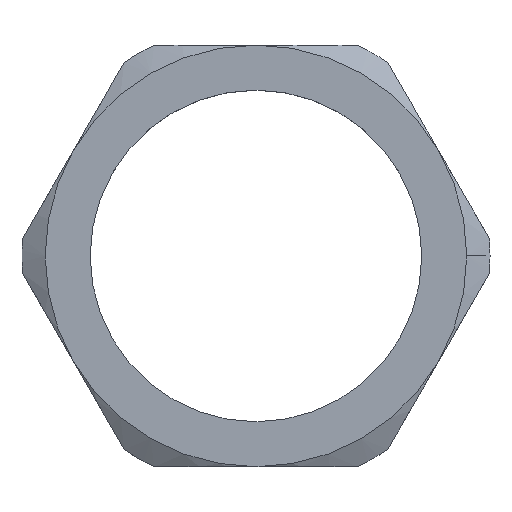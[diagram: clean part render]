
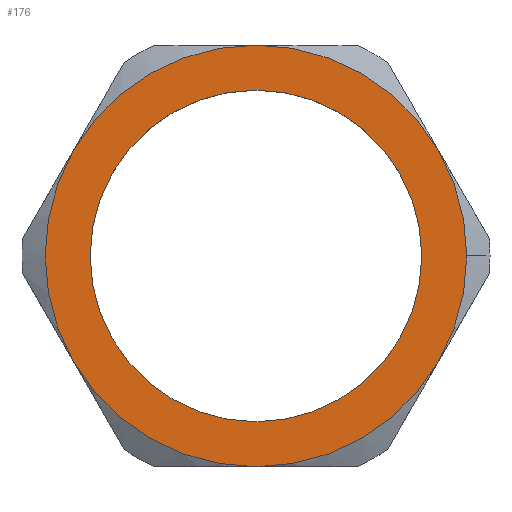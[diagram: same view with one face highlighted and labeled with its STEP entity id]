
A CAD part, top view. The second image highlights one B-rep face of the part: STEP entity #176.
In plain terms, the highlighted planar face has unit normal (0, 0, 1).
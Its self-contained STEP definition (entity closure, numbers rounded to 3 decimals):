
#3 = AXIS2_PLACEMENT_3D ( 'NONE', #643, #642, #641 ) ;
#8 = AXIS2_PLACEMENT_3D ( 'NONE', #590, #589, #588 ) ;
#13 = AXIS2_PLACEMENT_3D ( 'NONE', #593, #592, #591 ) ;
#25 = FACE_BOUND ( 'NONE', #749, .T. ) ;
#27 = FACE_OUTER_BOUND ( 'NONE', #740, .T. ) ;
#29 = AXIS2_PLACEMENT_3D ( 'NONE', #482, #481, #480 ) ;
#46 = AXIS2_PLACEMENT_3D ( 'NONE', #596, #595, #594 ) ;
#47 = AXIS2_PLACEMENT_3D ( 'NONE', #599, #598, #597 ) ;
#48 = AXIS2_PLACEMENT_3D ( 'NONE', #556, #555, #554 ) ;
#51 = AXIS2_PLACEMENT_3D ( 'NONE', #607, #601, #600 ) ;
#63 = AXIS2_PLACEMENT_3D ( 'NONE', #562, #558, #557 ) ;
#65 = AXIS2_PLACEMENT_3D ( 'NONE', #622, #621, #620 ) ;
#135 = EDGE_CURVE ( 'NONE', #795, #806, #240, .T. ) ;
#141 = EDGE_CURVE ( 'NONE', #801, #823, #236, .T. ) ;
#147 = EDGE_CURVE ( 'NONE', #823, #801, #232, .T. ) ;
#148 = EDGE_CURVE ( 'NONE', #822, #795, #231, .T. ) ;
#149 = EDGE_CURVE ( 'NONE', #806, #809, #230, .T. ) ;
#150 = EDGE_CURVE ( 'NONE', #809, #812, #229, .T. ) ;
#151 = EDGE_CURVE ( 'NONE', #817, #822, #228, .T. ) ;
#158 = EDGE_CURVE ( 'NONE', #815, #817, #227, .T. ) ;
#159 = EDGE_CURVE ( 'NONE', #812, #815, #226, .T. ) ;
#176 = ADVANCED_FACE ( 'NONE', ( #25, #27 ), #483, .T. ) ;
#226 = CIRCLE ( 'NONE', #48, 22.5 ) ;
#227 = CIRCLE ( 'NONE', #63, 22.5 ) ;
#228 = CIRCLE ( 'NONE', #8, 22.5 ) ;
#229 = CIRCLE ( 'NONE', #13, 22.5 ) ;
#230 = CIRCLE ( 'NONE', #46, 22.5 ) ;
#231 = CIRCLE ( 'NONE', #47, 22.5 ) ;
#232 = CIRCLE ( 'NONE', #51, 17.7 ) ;
#236 = CIRCLE ( 'NONE', #65, 17.7 ) ;
#240 = CIRCLE ( 'NONE', #3, 22.5 ) ;
#268 = CARTESIAN_POINT ( 'NONE',  ( 19.486, -11.25, 7. ) ) ;
#269 = CARTESIAN_POINT ( 'NONE',  ( 17.7, 0., 7. ) ) ;
#313 = CARTESIAN_POINT ( 'NONE',  ( -19.486, -11.25, 7. ) ) ;
#316 = CARTESIAN_POINT ( 'NONE',  ( -19.486, 11.25, 7. ) ) ;
#319 = CARTESIAN_POINT ( 'NONE',  ( 0., 22.5, 7. ) ) ;
#322 = CARTESIAN_POINT ( 'NONE',  ( 19.486, 11.25, 7. ) ) ;
#327 = CARTESIAN_POINT ( 'NONE',  ( -17.7, 0., 7. ) ) ;
#333 = CARTESIAN_POINT ( 'NONE',  ( 22.5, 0., 7. ) ) ;
#480 = DIRECTION ( 'NONE',  ( 1., 0., 0. ) ) ;
#481 = DIRECTION ( 'NONE',  ( 0., 0., 1. ) ) ;
#482 = CARTESIAN_POINT ( 'NONE',  ( 0., 0., 7. ) ) ;
#483 = PLANE ( 'NONE',  #29 ) ;
#554 = DIRECTION ( 'NONE',  ( 1., 0., 0. ) ) ;
#555 = DIRECTION ( 'NONE',  ( 0., 0., 1. ) ) ;
#556 = CARTESIAN_POINT ( 'NONE',  ( 0., 0., 7. ) ) ;
#557 = DIRECTION ( 'NONE',  ( 1., 0., 0. ) ) ;
#558 = DIRECTION ( 'NONE',  ( 0., 0., 1. ) ) ;
#562 = CARTESIAN_POINT ( 'NONE',  ( 0., 0., 7. ) ) ;
#588 = DIRECTION ( 'NONE',  ( 1., 0., 0. ) ) ;
#589 = DIRECTION ( 'NONE',  ( 0., 0., 1. ) ) ;
#590 = CARTESIAN_POINT ( 'NONE',  ( 0., 0., 7. ) ) ;
#591 = DIRECTION ( 'NONE',  ( 1., 0., 0. ) ) ;
#592 = DIRECTION ( 'NONE',  ( 0., 0., 1. ) ) ;
#593 = CARTESIAN_POINT ( 'NONE',  ( 0., 0., 7. ) ) ;
#594 = DIRECTION ( 'NONE',  ( 1., 0., 0. ) ) ;
#595 = DIRECTION ( 'NONE',  ( 0., 0., 1. ) ) ;
#596 = CARTESIAN_POINT ( 'NONE',  ( 0., 0., 7. ) ) ;
#597 = DIRECTION ( 'NONE',  ( 1., 0., 0. ) ) ;
#598 = DIRECTION ( 'NONE',  ( 0., 0., 1. ) ) ;
#599 = CARTESIAN_POINT ( 'NONE',  ( 0., 0., 7. ) ) ;
#600 = DIRECTION ( 'NONE',  ( 1., 0., 0. ) ) ;
#601 = DIRECTION ( 'NONE',  ( 0., 0., 1. ) ) ;
#607 = CARTESIAN_POINT ( 'NONE',  ( 0., 0., 7. ) ) ;
#620 = DIRECTION ( 'NONE',  ( 1., 0., 0. ) ) ;
#621 = DIRECTION ( 'NONE',  ( 0., 0., 1. ) ) ;
#622 = CARTESIAN_POINT ( 'NONE',  ( 0., 0., 7. ) ) ;
#641 = DIRECTION ( 'NONE',  ( 1., 0., 0. ) ) ;
#642 = DIRECTION ( 'NONE',  ( 0., 0., 1. ) ) ;
#643 = CARTESIAN_POINT ( 'NONE',  ( 0., 0., 7. ) ) ;
#730 = ORIENTED_EDGE ( 'NONE', *, *, #141, .F. ) ;
#731 = ORIENTED_EDGE ( 'NONE', *, *, #149, .T. ) ;
#732 = ORIENTED_EDGE ( 'NONE', *, *, #147, .F. ) ;
#733 = ORIENTED_EDGE ( 'NONE', *, *, #148, .T. ) ;
#734 = ORIENTED_EDGE ( 'NONE', *, *, #135, .T. ) ;
#735 = ORIENTED_EDGE ( 'NONE', *, *, #159, .T. ) ;
#736 = ORIENTED_EDGE ( 'NONE', *, *, #150, .T. ) ;
#737 = ORIENTED_EDGE ( 'NONE', *, *, #158, .T. ) ;
#740 = EDGE_LOOP ( 'NONE', ( #733, #734, #731, #736, #735, #737, #772 ) ) ;
#749 = EDGE_LOOP ( 'NONE', ( #730, #732 ) ) ;
#772 = ORIENTED_EDGE ( 'NONE', *, *, #151, .T. ) ;
#795 = VERTEX_POINT ( 'NONE', #333 ) ;
#801 = VERTEX_POINT ( 'NONE', #327 ) ;
#806 = VERTEX_POINT ( 'NONE', #322 ) ;
#809 = VERTEX_POINT ( 'NONE', #319 ) ;
#812 = VERTEX_POINT ( 'NONE', #316 ) ;
#815 = VERTEX_POINT ( 'NONE', #313 ) ;
#817 = VERTEX_POINT ( 'NONE', #830 ) ;
#822 = VERTEX_POINT ( 'NONE', #268 ) ;
#823 = VERTEX_POINT ( 'NONE', #269 ) ;
#830 = CARTESIAN_POINT ( 'NONE',  ( 0., -22.5, 7. ) ) ;
